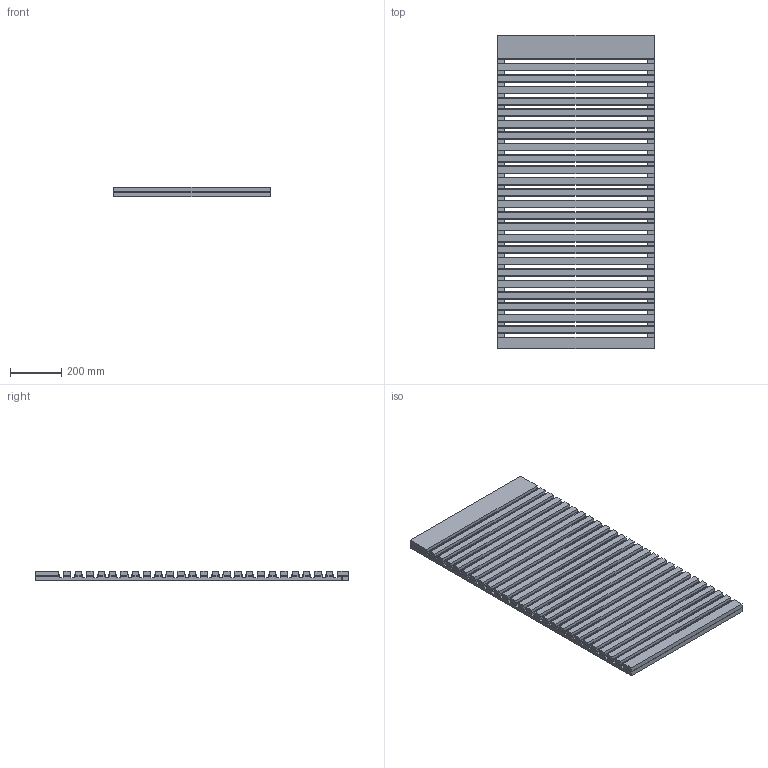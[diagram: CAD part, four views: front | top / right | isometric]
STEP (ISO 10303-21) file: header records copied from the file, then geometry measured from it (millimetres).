
FILE_DESCRIPTION(/* description */ ('','CAx-IF Rec.Pracs.---Representation and Presentation of Product Manufacturing Information (PMI)---4.0---2014-10-13'),/* implementation_level */ '2;1');
FILE_NAME(/* name */ 'cab-side-jig.step',/* time_stamp */ '2025-02-27T06:26:43-05:00',/* author */ (''),/* organization */ (''),/* preprocessor_version */ 'ST-DEVELOPER v20',/* originating_system */ 'Autodesk Translation Framework v13.20.0.188',/* authorisation */ '');
FILE_SCHEMA (('AP242_MANAGED_MODEL_BASED_3D_ENGINEERING_MIM_LF { 1 0 10303 442 1 1 4 }'));
Length unit declared in the file: inch
Products named in the file (4): Frame Template; Frame Bottom; Frame Side; Panel
Assembly tree (4 placements, depth 2):
  Frame Template
    Frame Bottom
    Frame Side  x2
    Panel
Bounding box: 609.6 x 1219.2 x 38.1 mm (x, y, z)
Volume: 10422621.7 mm3; surface area: 1958513.2 mm2
Topology: 29 solids, 29 shells, 655 faces, 1757 edges, 1160 vertices
Faces by surface type: plane 655
Entity records: 14772 total; most frequent: CARTESIAN_POINT 2620, ORIENTED_EDGE 2556, DIRECTION 2274, LINE 1278, VECTOR 1278, EDGE_CURVE 1278, VERTEX_POINT 844, AXIS2_PLACEMENT_3D 498
